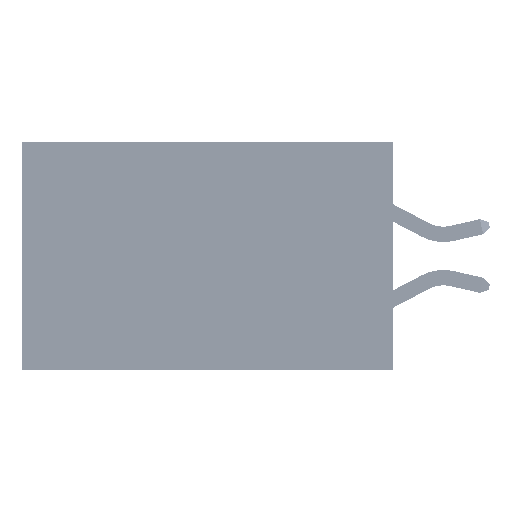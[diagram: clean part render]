
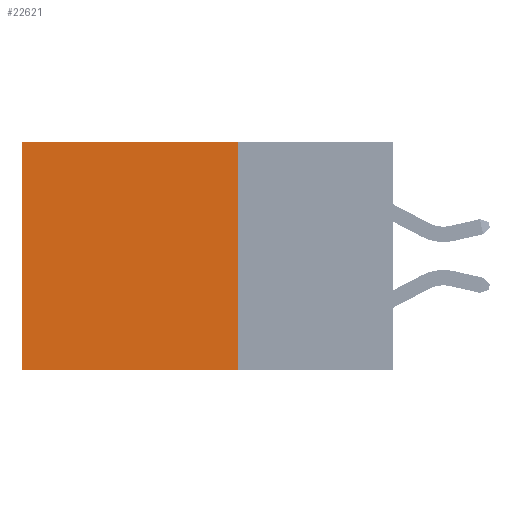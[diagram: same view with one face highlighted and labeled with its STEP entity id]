
A CAD part, left-side view. The second image highlights one B-rep face of the part: STEP entity #22621.
In plain terms, the highlighted planar face has unit normal (-1, 0, 0).
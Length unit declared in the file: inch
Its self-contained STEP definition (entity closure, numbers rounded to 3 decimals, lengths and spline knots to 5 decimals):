
#861 = VECTOR ( 'NONE', #18207, 39.37008 ) ;
#1911 = ORIENTED_EDGE ( 'NONE', *, *, #24220, .F. ) ;
#4750 = VECTOR ( 'NONE', #6147, 39.37008 ) ;
#4967 = DIRECTION ( 'NONE',  ( 1., 0., 0. ) ) ;
#6147 = DIRECTION ( 'NONE',  ( 0., 1., 0. ) ) ;
#10041 = DIRECTION ( 'NONE',  ( 0., 1., 0. ) ) ;
#10534 = EDGE_CURVE ( 'NONE', #43933, #30430, #37086, .T. ) ;
#11121 = FACE_OUTER_BOUND ( 'NONE', #25220, .T. ) ;
#11807 = CARTESIAN_POINT ( 'NONE',  ( 0.2875, 0.25, 0. ) ) ;
#11831 = CARTESIAN_POINT ( 'NONE',  ( 0.2875, 0.6, 0. ) ) ;
#13600 = LINE ( 'NONE', #35543, #36715 ) ;
#15075 = AXIS2_PLACEMENT_3D ( 'NONE', #11807, #4967, #32819 ) ;
#15368 = CARTESIAN_POINT ( 'NONE',  ( 0.2875, 0.6, 0. ) ) ;
#17352 = EDGE_CURVE ( 'NONE', #30453, #43933, #13600, .T. ) ;
#17434 = ORIENTED_EDGE ( 'NONE', *, *, #10534, .T. ) ;
#17578 = ORIENTED_EDGE ( 'NONE', *, *, #28442, .F. ) ;
#18207 = DIRECTION ( 'NONE',  ( 0., 0., -1. ) ) ;
#19820 = CARTESIAN_POINT ( 'NONE',  ( 0.2875, 0.25, -0.37 ) ) ;
#22621 = ADVANCED_FACE ( 'NONE', ( #11121 ), #39918, .F. ) ;
#23533 = CARTESIAN_POINT ( 'NONE',  ( 0.2875, 0.6, -0.37 ) ) ;
#24220 = EDGE_CURVE ( 'NONE', #37198, #30430, #37539, .T. ) ;
#24815 = LINE ( 'NONE', #38978, #38067 ) ;
#25220 = EDGE_LOOP ( 'NONE', ( #17434, #1911, #17578, #26400 ) ) ;
#26400 = ORIENTED_EDGE ( 'NONE', *, *, #17352, .T. ) ;
#27134 = CARTESIAN_POINT ( 'NONE',  ( 0.2875, 0.25, -0.37 ) ) ;
#27785 = CARTESIAN_POINT ( 'NONE',  ( 0.2875, 0.25, 0. ) ) ;
#28442 = EDGE_CURVE ( 'NONE', #30453, #37198, #24815, .T. ) ;
#30430 = VERTEX_POINT ( 'NONE', #23533 ) ;
#30453 = VERTEX_POINT ( 'NONE', #27785 ) ;
#32819 = DIRECTION ( 'NONE',  ( 0., 0., -1. ) ) ;
#35543 = CARTESIAN_POINT ( 'NONE',  ( 0.2875, 0.25, 0. ) ) ;
#36715 = VECTOR ( 'NONE', #10041, 39.37008 ) ;
#37086 = LINE ( 'NONE', #11831, #861 ) ;
#37198 = VERTEX_POINT ( 'NONE', #27134 ) ;
#37539 = LINE ( 'NONE', #19820, #4750 ) ;
#38067 = VECTOR ( 'NONE', #39448, 39.37008 ) ;
#38978 = CARTESIAN_POINT ( 'NONE',  ( 0.2875, 0.25, 0. ) ) ;
#39448 = DIRECTION ( 'NONE',  ( 0., 0., -1. ) ) ;
#39918 = PLANE ( 'NONE',  #15075 ) ;
#43933 = VERTEX_POINT ( 'NONE', #15368 ) ;
